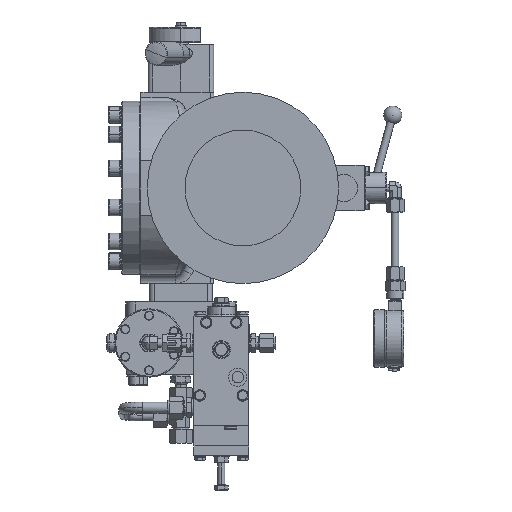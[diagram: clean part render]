
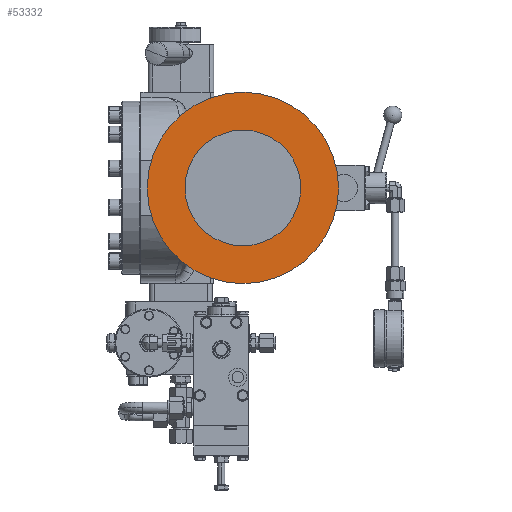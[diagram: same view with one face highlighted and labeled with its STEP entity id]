
A CAD part, left-side view. The second image highlights one B-rep face of the part: STEP entity #53332.
In plain terms, the highlighted planar face has unit normal (-1, 0, 0).
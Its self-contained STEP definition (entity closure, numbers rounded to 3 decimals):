
#1622 = VERTEX_POINT ( 'NONE', #114363 ) ;
#2405 = EDGE_LOOP ( 'NONE', ( #81444, #24900 ) ) ;
#4972 = DIRECTION ( 'NONE',  ( 0., 0., 1. ) ) ;
#6225 = CARTESIAN_POINT ( 'NONE',  ( -148.6, 0., 0. ) ) ;
#9143 = CARTESIAN_POINT ( 'NONE',  ( -148.6, 0., 0. ) ) ;
#9942 = DIRECTION ( 'NONE',  ( 0., 0., 1. ) ) ;
#11095 = ORIENTED_EDGE ( 'NONE', *, *, #22604, .F. ) ;
#14923 = DIRECTION ( 'NONE',  ( -1., 0., 0. ) ) ;
#22530 = ORIENTED_EDGE ( 'NONE', *, *, #74554, .F. ) ;
#22604 = EDGE_CURVE ( 'Defeature ausgef�hrt2_20+Defeature ausgef�hrt2_339+Defeature ausgef�hrt2_339+Defeature ausgef�hrt2_339', #49325, #67326, #25237, .T. ) ;
#22702 = DIRECTION ( 'NONE',  ( 1., 0., 0. ) ) ;
#23577 = CARTESIAN_POINT ( 'NONE',  ( -148.6, 0., 0. ) ) ;
#24335 = DIRECTION ( 'NONE',  ( 0., 0., 1. ) ) ;
#24900 = ORIENTED_EDGE ( 'NONE', *, *, #39528, .F. ) ;
#25237 = CIRCLE ( 'NONE', #66137, 105. ) ;
#29626 = EDGE_LOOP ( 'NONE', ( #11095, #22530 ) ) ;
#29644 = FACE_BOUND ( 'NONE', #2405, .T. ) ;
#31189 = CARTESIAN_POINT ( 'NONE',  ( -148.6, 0., 63.5 ) ) ;
#31232 = CARTESIAN_POINT ( 'NONE',  ( -148.6, 134.9, 0. ) ) ;
#39528 = EDGE_CURVE ( 'Defeature ausgef�hrt2_338+Defeature ausgef�hrt2_339+Defeature ausgef�hrt2_339+Defeature ausgef�hrt2_339', #1622, #41249, #69099, .T. ) ;
#41249 = VERTEX_POINT ( 'NONE', #31189 ) ;
#42004 = CARTESIAN_POINT ( 'NONE',  ( -148.6, 0., 0. ) ) ;
#42715 = AXIS2_PLACEMENT_3D ( 'NONE', #42004, #22702, #4972 ) ;
#49310 = CIRCLE ( 'NONE', #42715, 105. ) ;
#49325 = VERTEX_POINT ( 'NONE', #93347 ) ;
#51091 = AXIS2_PLACEMENT_3D ( 'NONE', #6225, #61070, #61447 ) ;
#53332 = ADVANCED_FACE ( 'Defeature ausgef�hrt2_339', ( #96074, #29644 ), #85410, .T. ) ;
#61070 = DIRECTION ( 'NONE',  ( -1., 0., 0. ) ) ;
#61447 = DIRECTION ( 'NONE',  ( 0., 0., 1. ) ) ;
#62399 = CARTESIAN_POINT ( 'NONE',  ( -148.6, 105., 0. ) ) ;
#66137 = AXIS2_PLACEMENT_3D ( 'NONE', #9143, #71855, #9942 ) ;
#67326 = VERTEX_POINT ( 'NONE', #62399 ) ;
#69099 = CIRCLE ( 'NONE', #100522, 63.5 ) ;
#71855 = DIRECTION ( 'NONE',  ( 1., 0., 0. ) ) ;
#74554 = EDGE_CURVE ( 'Defeature ausgef�hrt2_20+Defeature ausgef�hrt2_339+Defeature ausgef�hrt2_339+Defeature ausgef�hrt2_339', #67326, #49325, #49310, .T. ) ;
#81444 = ORIENTED_EDGE ( 'NONE', *, *, #107998, .F. ) ;
#85410 = PLANE ( 'NONE',  #91855 ) ;
#91855 = AXIS2_PLACEMENT_3D ( 'NONE', #31232, #94847, #94465 ) ;
#93347 = CARTESIAN_POINT ( 'NONE',  ( -148.6, -105., 0. ) ) ;
#94465 = DIRECTION ( 'NONE',  ( 0., 0., 1. ) ) ;
#94847 = DIRECTION ( 'NONE',  ( -1., 0., 0. ) ) ;
#96074 = FACE_OUTER_BOUND ( 'NONE', #29626, .T. ) ;
#100522 = AXIS2_PLACEMENT_3D ( 'NONE', #23577, #14923, #24335 ) ;
#107998 = EDGE_CURVE ( 'Defeature ausgef�hrt2_338+Defeature ausgef�hrt2_339+Defeature ausgef�hrt2_339+Defeature ausgef�hrt2_339', #41249, #1622, #113248, .T. ) ;
#113248 = CIRCLE ( 'NONE', #51091, 63.5 ) ;
#114363 = CARTESIAN_POINT ( 'NONE',  ( -148.6, 0., -63.5 ) ) ;
